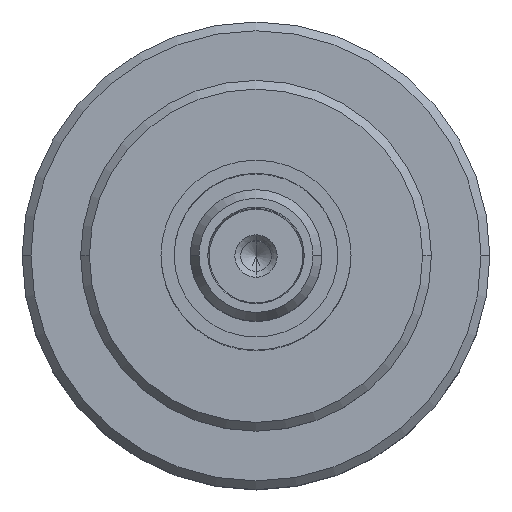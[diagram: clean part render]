
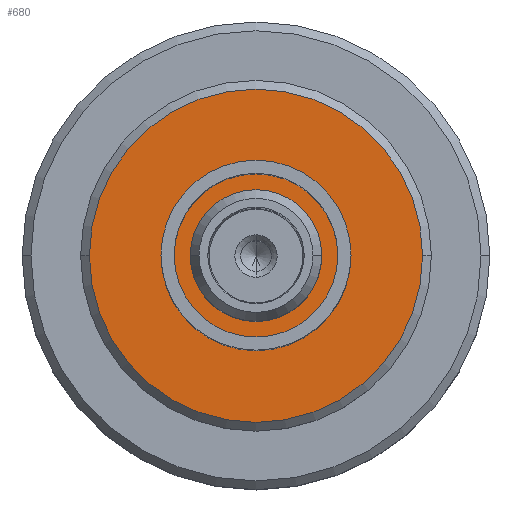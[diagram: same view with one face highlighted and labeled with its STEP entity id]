
A CAD part, top view. The second image highlights one B-rep face of the part: STEP entity #680.
In plain terms, the highlighted planar face has unit normal (0, 0, 1).
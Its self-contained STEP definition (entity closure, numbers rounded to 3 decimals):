
#32 = AXIS2_PLACEMENT_3D ( 'NONE', #2284, #1419, #2233 ) ;
#120 = CARTESIAN_POINT ( 'NONE',  ( 2.25, 0., 6.5 ) ) ;
#181 = ORIENTED_EDGE ( 'NONE', *, *, #1630, .F. ) ;
#185 = VERTEX_POINT ( 'NONE', #120 ) ;
#306 = VERTEX_POINT ( 'NONE', #3171 ) ;
#425 = DIRECTION ( 'NONE',  ( -1., 0., 0. ) ) ;
#553 = AXIS2_PLACEMENT_3D ( 'NONE', #2869, #3072, #3106 ) ;
#638 = DIRECTION ( 'NONE',  ( -1., 0., 0. ) ) ;
#680 = ADVANCED_FACE ( 'NONE', ( #1684, #890 ), #1219, .F. ) ;
#890 = FACE_BOUND ( 'NONE', #2171, .T. ) ;
#1219 = PLANE ( 'NONE',  #2668 ) ;
#1389 = CIRCLE ( 'NONE', #32, 2.25 ) ;
#1419 = DIRECTION ( 'NONE',  ( 0., 0., -1. ) ) ;
#1450 = EDGE_CURVE ( 'NONE', #185, #2655, #1389, .T. ) ;
#1478 = CIRCLE ( 'NONE', #1862, 5.7 ) ;
#1518 = CARTESIAN_POINT ( 'NONE',  ( 0., 0., 6.5 ) ) ;
#1584 = AXIS2_PLACEMENT_3D ( 'NONE', #1518, #2594, #2877 ) ;
#1630 = EDGE_CURVE ( 'NONE', #2374, #306, #1478, .T. ) ;
#1684 = FACE_OUTER_BOUND ( 'NONE', #2967, .T. ) ;
#1720 = CIRCLE ( 'NONE', #553, 5.7 ) ;
#1745 = DIRECTION ( 'NONE',  ( 0., 0., -1. ) ) ;
#1862 = AXIS2_PLACEMENT_3D ( 'NONE', #2512, #2531, #425 ) ;
#1924 = CARTESIAN_POINT ( 'NONE',  ( -2.25, 0., 6.5 ) ) ;
#1964 = ORIENTED_EDGE ( 'NONE', *, *, #1450, .T. ) ;
#2171 = EDGE_LOOP ( 'NONE', ( #2876, #1964 ) ) ;
#2233 = DIRECTION ( 'NONE',  ( -1., 0., 0. ) ) ;
#2259 = EDGE_CURVE ( 'NONE', #2655, #185, #2941, .T. ) ;
#2284 = CARTESIAN_POINT ( 'NONE',  ( 0., 0., 6.5 ) ) ;
#2374 = VERTEX_POINT ( 'NONE', #2629 ) ;
#2512 = CARTESIAN_POINT ( 'NONE',  ( 0., 0., 6.5 ) ) ;
#2531 = DIRECTION ( 'NONE',  ( 0., 0., -1. ) ) ;
#2594 = DIRECTION ( 'NONE',  ( 0., 0., -1. ) ) ;
#2629 = CARTESIAN_POINT ( 'NONE',  ( 5.7, 0., 6.5 ) ) ;
#2655 = VERTEX_POINT ( 'NONE', #1924 ) ;
#2668 = AXIS2_PLACEMENT_3D ( 'NONE', #3342, #1745, #638 ) ;
#2840 = ORIENTED_EDGE ( 'NONE', *, *, #3177, .F. ) ;
#2869 = CARTESIAN_POINT ( 'NONE',  ( 0., 0., 6.5 ) ) ;
#2876 = ORIENTED_EDGE ( 'NONE', *, *, #2259, .T. ) ;
#2877 = DIRECTION ( 'NONE',  ( -1., 0., 0. ) ) ;
#2941 = CIRCLE ( 'NONE', #1584, 2.25 ) ;
#2967 = EDGE_LOOP ( 'NONE', ( #2840, #181 ) ) ;
#3072 = DIRECTION ( 'NONE',  ( 0., 0., -1. ) ) ;
#3106 = DIRECTION ( 'NONE',  ( -1., 0., 0. ) ) ;
#3171 = CARTESIAN_POINT ( 'NONE',  ( -5.7, 0., 6.5 ) ) ;
#3177 = EDGE_CURVE ( 'NONE', #306, #2374, #1720, .T. ) ;
#3342 = CARTESIAN_POINT ( 'NONE',  ( 5.7, 0., 6.5 ) ) ;
